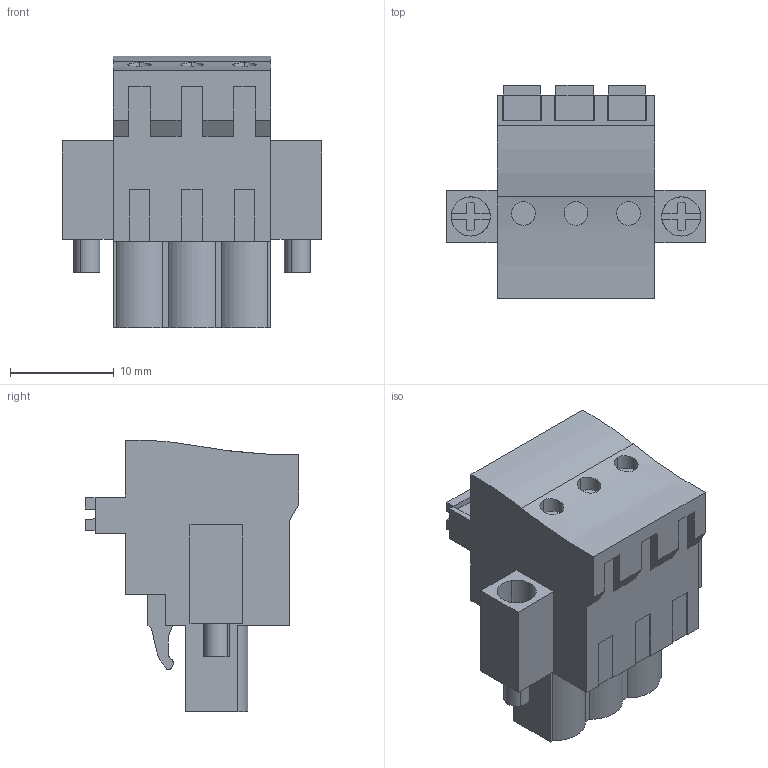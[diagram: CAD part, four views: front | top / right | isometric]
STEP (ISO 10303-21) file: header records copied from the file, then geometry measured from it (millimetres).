
FILE_DESCRIPTION(('CATIA V5 STEP Exchange','CAx-IF Rec.Pracs.--- Model Styling and Organization---1.2---2011-12-15'),'2;1');
FILE_NAME ('D1446310_0_1002100000_1002100000.stp','2017-09-09T13:47:47+00:00',('none'),('Weidmueller'),'CATIA Version 5-6 Release 2014','CATIA V5 STEP AP214','none');
FILE_SCHEMA(('AUTOMOTIVE_DESIGN { 1 0 10303 214 1 1 1 1 }'));
Length unit declared in the file: millimetre
Products named in the file (1): 1002100000
Bounding box: 25.04 x 20.64 x 26.24 mm (x, y, z)
Volume: 5103.6 mm3; surface area: 3215.4 mm2
Topology: 6 solids, 6 shells, 291 faces, 798 edges, 537 vertices
Faces by surface type: plane 227, cylinder 56, extrusion 8
Entity records: 9471 total; most frequent: CARTESIAN_POINT 1960, ORIENTED_EDGE 1596, DIRECTION 1269, EDGE_CURVE 798, VECTOR 668, LINE 660, VERTEX_POINT 537, AXIS2_PLACEMENT_3D 350
